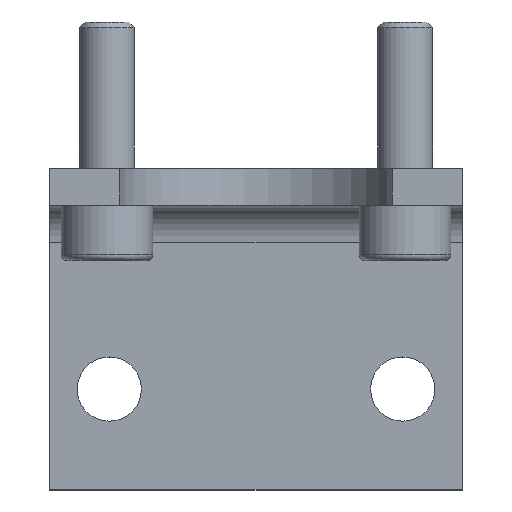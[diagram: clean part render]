
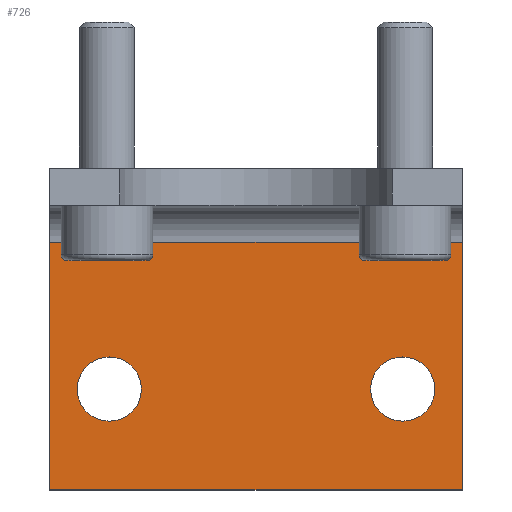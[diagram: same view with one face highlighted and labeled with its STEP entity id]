
A CAD part, top view. The second image highlights one B-rep face of the part: STEP entity #726.
In plain terms, the highlighted planar face has unit normal (0, 0, 1).
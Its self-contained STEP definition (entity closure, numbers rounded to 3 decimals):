
#51=FACE_BOUND('',#133,.T.);
#52=FACE_BOUND('',#134,.T.);
#80=FACE_OUTER_BOUND('',#132,.T.);
#132=EDGE_LOOP('',(#499,#500,#501,#502));
#133=EDGE_LOOP('',(#503));
#134=EDGE_LOOP('',(#504));
#200=LINE('',#1093,#248);
#201=LINE('',#1097,#249);
#202=LINE('',#1099,#250);
#203=LINE('',#1100,#251);
#248=VECTOR('',#896,45.);
#249=VECTOR('',#901,27.);
#250=VECTOR('',#902,45.);
#251=VECTOR('',#903,27.);
#293=CIRCLE('',#780,3.5);
#295=CIRCLE('',#783,3.5);
#329=VERTEX_POINT('',#1080);
#331=VERTEX_POINT('',#1085);
#333=VERTEX_POINT('',#1090);
#334=VERTEX_POINT('',#1092);
#335=VERTEX_POINT('',#1096);
#336=VERTEX_POINT('',#1098);
#398=EDGE_CURVE('',#329,#329,#293,.T.);
#400=EDGE_CURVE('',#331,#331,#295,.T.);
#403=EDGE_CURVE('',#334,#333,#200,.T.);
#405=EDGE_CURVE('',#333,#335,#201,.T.);
#406=EDGE_CURVE('',#336,#335,#202,.T.);
#407=EDGE_CURVE('',#336,#334,#203,.T.);
#499=ORIENTED_EDGE('',*,*,#405,.T.);
#500=ORIENTED_EDGE('',*,*,#406,.F.);
#501=ORIENTED_EDGE('',*,*,#407,.T.);
#502=ORIENTED_EDGE('',*,*,#403,.T.);
#503=ORIENTED_EDGE('',*,*,#398,.T.);
#504=ORIENTED_EDGE('',*,*,#400,.T.);
#646=PLANE('',#788);
#726=ADVANCED_FACE('',(#80,#51,#52),#646,.T.);
#780=AXIS2_PLACEMENT_3D('',#1081,#882,#883);
#783=AXIS2_PLACEMENT_3D('',#1086,#888,#889);
#788=AXIS2_PLACEMENT_3D('',#1095,#899,#900);
#882=DIRECTION('center_axis',(0.,0.,
-1.));
#883=DIRECTION('ref_axis',(0.,1.,0.));
#888=DIRECTION('center_axis',(0.,0.,
-1.));
#889=DIRECTION('ref_axis',(0.,1.,0.));
#896=DIRECTION('',(-1.,0.,0.));
#899=DIRECTION('center_axis',(0.,0.,
1.));
#900=DIRECTION('ref_axis',(-1.,0.,0.));
#901=DIRECTION('',(0.,-1.,0.));
#902=DIRECTION('',(-1.,0.,0.));
#903=DIRECTION('',(0.,1.,0.));
#1080=CARTESIAN_POINT('',(-16.,-27.5,4.));
#1081=CARTESIAN_POINT('Origin',(-16.,-24.,4.));
#1085=CARTESIAN_POINT('',(16.,-27.5,4.));
#1086=CARTESIAN_POINT('Origin',(16.,-24.,4.));
#1090=CARTESIAN_POINT('',(-22.5,-8.,4.));
#1092=CARTESIAN_POINT('',(22.5,-8.,4.));
#1093=CARTESIAN_POINT('',(22.5,-8.,4.));
#1095=CARTESIAN_POINT('Origin',(22.5,-8.,4.));
#1096=CARTESIAN_POINT('',(-22.5,-35.,4.));
#1097=CARTESIAN_POINT('',(-22.5,-35.,4.));
#1098=CARTESIAN_POINT('',(22.5,-35.,4.));
#1099=CARTESIAN_POINT('',(22.5,-35.,4.));
#1100=CARTESIAN_POINT('',(22.5,-35.,4.));
